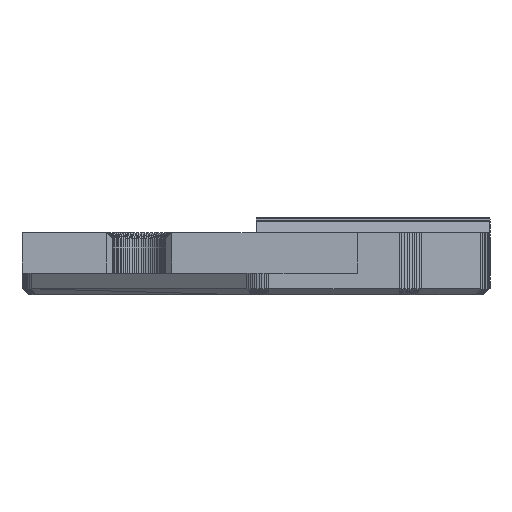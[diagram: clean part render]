
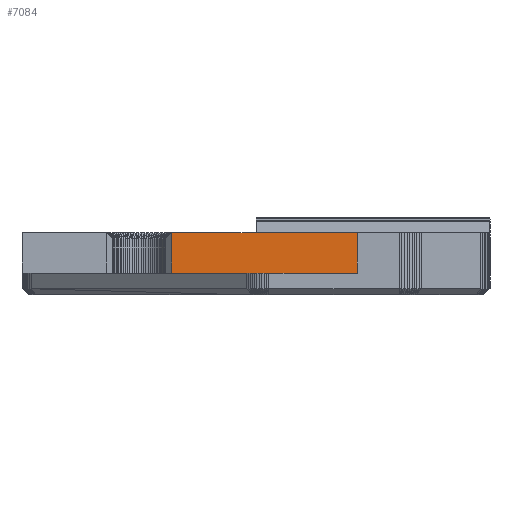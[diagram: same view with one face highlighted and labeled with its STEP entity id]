
A CAD part, left-side view. The second image highlights one B-rep face of the part: STEP entity #7084.
In plain terms, the highlighted planar face has unit normal (-1, 0, 0).
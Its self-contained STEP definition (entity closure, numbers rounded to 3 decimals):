
#5065 = VERTEX_POINT('',#5066);
#5066 = CARTESIAN_POINT('',(133.119,223.203,
    4.));
#5072 = EDGE_CURVE('',#5073,#5065,#5075,.T.);
#5073 = VERTEX_POINT('',#5074);
#5074 = CARTESIAN_POINT('',(133.119,211.303,
    4.));
#5075 = LINE('',#5076,#5077);
#5076 = CARTESIAN_POINT('',(133.119,211.303,
    4.));
#5077 = VECTOR('',#5078,1.);
#5078 = DIRECTION('',(0.,1.,0.));
#7084 = ADVANCED_FACE('',(#7085),#7110,.T.);
#7085 = FACE_BOUND('',#7086,.T.);
#7086 = EDGE_LOOP('',(#7087,#7095,#7096,#7104));
#7087 = ORIENTED_EDGE('',*,*,#7088,.F.);
#7088 = EDGE_CURVE('',#5073,#7089,#7091,.T.);
#7089 = VERTEX_POINT('',#7090);
#7090 = CARTESIAN_POINT('',(133.119,211.303,
    1.4));
#7091 = LINE('',#7092,#7093);
#7092 = CARTESIAN_POINT('',(133.119,211.303,
    4.));
#7093 = VECTOR('',#7094,1.);
#7094 = DIRECTION('',(0.,0.,-1.));
#7095 = ORIENTED_EDGE('',*,*,#5072,.T.);
#7096 = ORIENTED_EDGE('',*,*,#7097,.T.);
#7097 = EDGE_CURVE('',#5065,#7098,#7100,.T.);
#7098 = VERTEX_POINT('',#7099);
#7099 = CARTESIAN_POINT('',(133.119,223.203,
    1.4));
#7100 = LINE('',#7101,#7102);
#7101 = CARTESIAN_POINT('',(133.119,223.203,
    4.));
#7102 = VECTOR('',#7103,1.);
#7103 = DIRECTION('',(0.,0.,-1.));
#7104 = ORIENTED_EDGE('',*,*,#7105,.F.);
#7105 = EDGE_CURVE('',#7089,#7098,#7106,.T.);
#7106 = LINE('',#7107,#7108);
#7107 = CARTESIAN_POINT('',(133.119,211.303,
    1.4));
#7108 = VECTOR('',#7109,1.);
#7109 = DIRECTION('',(0.,1.,0.));
#7110 = PLANE('',#7111);
#7111 = AXIS2_PLACEMENT_3D('',#7112,#7113,#7114);
#7112 = CARTESIAN_POINT('',(133.119,217.253,
    2.7));
#7113 = DIRECTION('',(-1.,-0.,-0.));
#7114 = DIRECTION('',(0.,0.,-1.));
